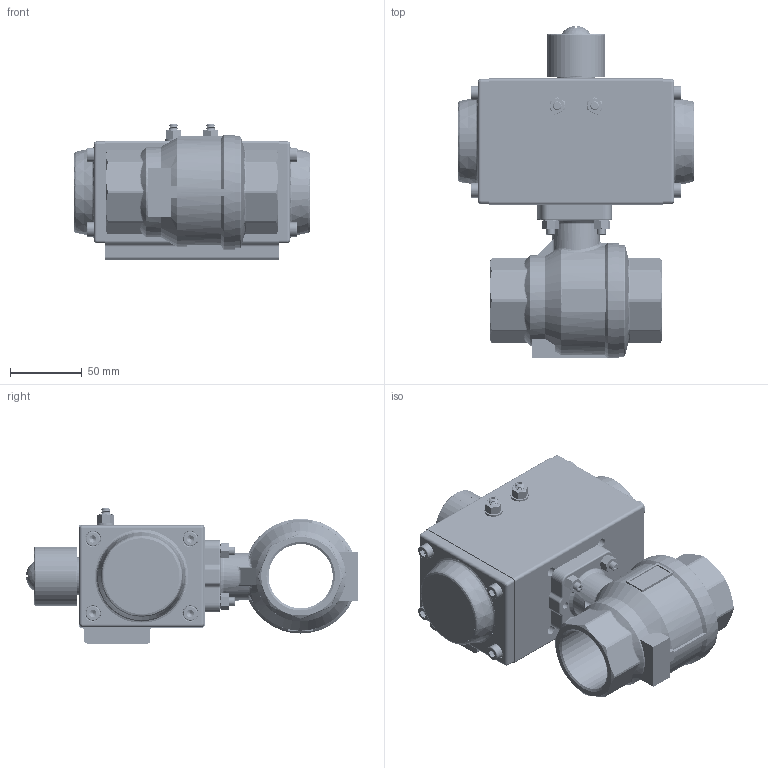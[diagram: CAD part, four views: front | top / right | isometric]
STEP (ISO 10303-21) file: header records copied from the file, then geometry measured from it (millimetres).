
FILE_DESCRIPTION (( 'STEP AP214' ), '1' );
FILE_NAME ('PK02_DN40_DWZ_DVGW.STEP', '2024-01-31T13:18:43', ( '' ), ( '' ), 'SwSTEP 2.0', 'SolidWorks 2021', '' );
FILE_SCHEMA (( 'AUTOMOTIVE_DESIGN' ));
Length unit declared in the file: metre
Products named in the file (30): GD-063-090-V14-FG-SA-Doku_3; socket set screw flat point_din_DIN 913 - M6 x 35-S; AN02_GD-GS-063; GD-063-090-V14-FG-SA-Doku_5; GD-063-090-V14-FG-SA-Doku_12; GD-063-090-V14-FG-SA-Doku_20; GD-063-090-V14-FG-SA-Doku; PK02_DN40_DWZ_DVGW; GD-063-090-V14-FG-SA-Doku_14; GD-063-090-V14-FG-SA-Doku_19; socket set screw flat point_din_DIN 913 - M6 x 30-N; GD-063-090-V14-FG-SA-Doku_11; GD-063-090-V14-FG-SA-Doku_9; GD-063-090-V14-FG-SA-Doku_15; GD-063-090-V14-FG-SA-Doku_7; socket set screw flat point_din_DIN 913 - M6 x 16-S; GD-063-090-V14-FG-SA-Doku_2; GD-063-090-V14-FG-SA-Doku_25; GK06_DN40; GD-063-090-V14-FG-SA-Doku_24; GD-063-090-V14-FG-SA-Doku_18; GD-063-090-V14-FG-SA-Doku_13; GD-063-090-V14-FG-SA-Doku_17; hex nut gradec_din_Hexagon Nut ISO 4034 - M6 - N; GD-063-090-V14-FG-SA-Doku_4; GD-063-090-V14-FG-SA-Doku_23; GD-063-090-V14-FG-SA-Doku_8; GD-063-090-V14-FG-SA-Doku_22; GD-063-090-V14-FG-SA-Doku_10; GD-063-090-V14-FG-SA-Doku_6
Assembly tree (35 placements, depth 3):
  PK02_DN40_DWZ_DVGW
    GK06_DN40
    AN02_GD-GS-063
      GD-063-090-V14-FG-SA-Doku_9
      GD-063-090-V14-FG-SA-Doku_17
      GD-063-090-V14-FG-SA-Doku_5
      GD-063-090-V14-FG-SA-Doku_25
      GD-063-090-V14-FG-SA-Doku_18
      GD-063-090-V14-FG-SA-Doku_3
      GD-063-090-V14-FG-SA-Doku_14
      GD-063-090-V14-FG-SA-Doku_12
      GD-063-090-V14-FG-SA-Doku_2
      GD-063-090-V14-FG-SA-Doku_4
      GD-063-090-V14-FG-SA-Doku_19
      GD-063-090-V14-FG-SA-Doku_11
      GD-063-090-V14-FG-SA-Doku_23
      GD-063-090-V14-FG-SA-Doku_22
      GD-063-090-V14-FG-SA-Doku_13
      GD-063-090-V14-FG-SA-Doku_20
      GD-063-090-V14-FG-SA-Doku_8
      GD-063-090-V14-FG-SA-Doku_24
      GD-063-090-V14-FG-SA-Doku_10
      GD-063-090-V14-FG-SA-Doku
      GD-063-090-V14-FG-SA-Doku_7
      GD-063-090-V14-FG-SA-Doku_6
      GD-063-090-V14-FG-SA-Doku_15
      socket set screw flat point_din_DIN 913 - M6 x 35-S
      socket set screw flat point_din_DIN 913 - M6 x 16-S
    socket set screw flat point_din_DIN 913 - M6 x 30-N  x4
    hex nut gradec_din_Hexagon Nut ISO 4034 - M6 - N  x4
Bounding box: 165 x 231.65 x 94.29 mm (x, y, z)
Volume: 295164 mm3; surface area: 242845.9 mm2
Topology: 12 solids, 2478 shells, 3540 faces, 14179 edges, 12899 vertices
Faces by surface type: bspline 1089, cylinder 1060, plane 834, cone 507, torus 48, sphere 2
Entity records: 225473 total; most frequent: CARTESIAN_POINT 114183, DIRECTION 20862, ORIENTED_EDGE 15958, EDGE_CURVE 13636, VERTEX_POINT 12737, AXIS2_PLACEMENT_3D 7982, CIRCLE 5620, LINE 4898
